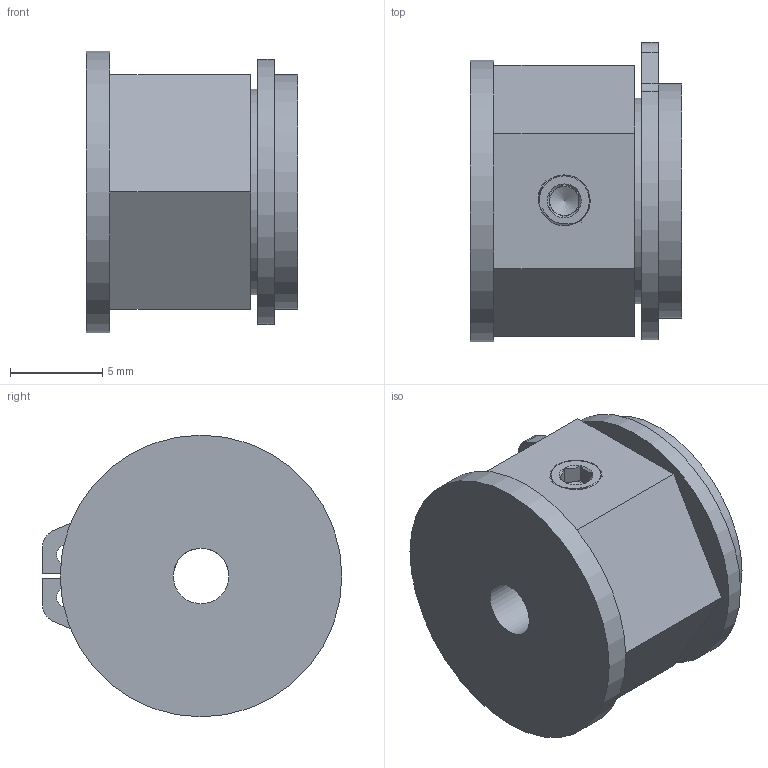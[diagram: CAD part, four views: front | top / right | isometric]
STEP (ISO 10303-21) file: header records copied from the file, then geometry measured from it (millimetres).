
FILE_DESCRIPTION(/* description */ (''),/* implementation_level */ '2;1');
FILE_NAME(/* name */ 'banebots 3mm hubb.stp',/* time_stamp */ '2024-01-23T13:03:47-05:00',/* author */ ('tandu'),/* organization */ (''),/* preprocessor_version */ 'ST-DEVELOPER v20',/* originating_system */ 'Autodesk Inventor 2024',/* authorisation */ ' ');
FILE_SCHEMA (('AUTOMOTIVE_DESIGN { 1 0 10303 214 3 1 1 }'));
Length unit declared in the file: metre
Products named in the file (4): Assem1; banebots 3mm hub retaining ring; banebots 3mm hub set screw; banebots 3mm hub
Assembly tree (3 placements, depth 2):
  Assem1
    banebots 3mm hub retaining ring
    banebots 3mm hub set screw
    banebots 3mm hub
Bounding box: 11.43 x 16.22 x 15.24 mm (x, y, z)
Volume: 1542.8 mm3; surface area: 1313.3 mm2
Topology: 3 solids, 3 shells, 66 faces, 156 edges, 98 vertices
Faces by surface type: plane 32, cylinder 22, cone 10, bspline 2
Full cylindrical faces by diameter (mm): 1.194 x2, 2.474 x3, 2.705 x1, 3 x1, 3.505 x2, 11.113 x1, 12.7 x1, 15.24 x1
Entity records: 2763 total; most frequent: CARTESIAN_POINT 1094, DIRECTION 309, ORIENTED_EDGE 308, EDGE_CURVE 154, AXIS2_PLACEMENT_3D 116, VERTEX_POINT 98, EDGE_LOOP 78, LINE 77
